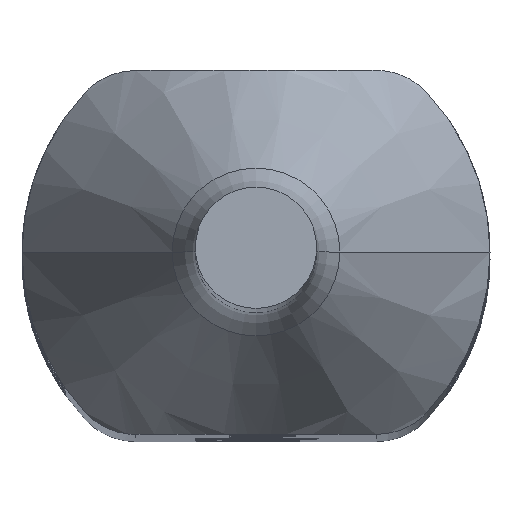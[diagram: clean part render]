
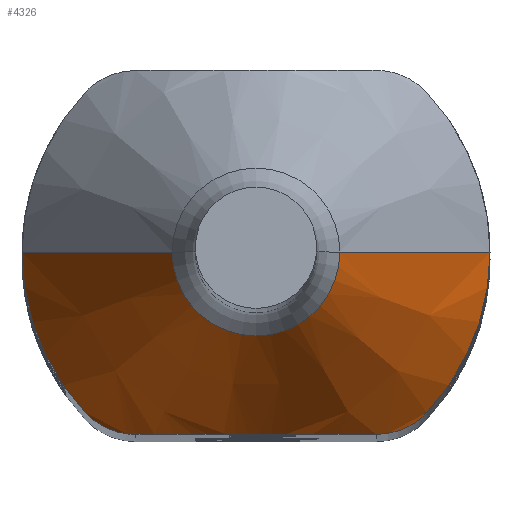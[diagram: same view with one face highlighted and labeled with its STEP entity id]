
A CAD part, top view. The second image highlights one B-rep face of the part: STEP entity #4326.
In plain terms, the highlighted conical face has half-angle 30 degrees and reference radius 1.75 mm.
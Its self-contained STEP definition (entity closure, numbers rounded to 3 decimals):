
#228 = VECTOR ( 'NONE', #810, 1000. ) ;
#685 = EDGE_CURVE ( 'NONE', #10851, #2436, #5074, .T. ) ;
#736 = EDGE_CURVE ( 'NONE', #10851, #7384, #19951, .T. ) ;
#755 = DIRECTION ( 'NONE',  ( -1., 0., 0. ) ) ;
#810 = DIRECTION ( 'NONE',  ( -0.5, 0., -0.866 ) ) ;
#1220 = CARTESIAN_POINT ( 'NONE',  ( 3.464, -5.25, 120.797 ) ) ;
#1428 = CARTESIAN_POINT ( 'NONE',  ( 0.671, -5.25, 122.54 ) ) ;
#1736 = CIRCLE ( 'NONE', #13530, 6.75 ) ;
#1934 = CARTESIAN_POINT ( 'NONE',  ( 3.577, -5.25, 120.689 ) ) ;
#2013 = CARTESIAN_POINT ( 'NONE',  ( 0., 0., 128.66 ) ) ;
#2100 = ORIENTED_EDGE ( 'NONE', *, *, #736, .T. ) ;
#2436 = VERTEX_POINT ( 'NONE', #15888 ) ;
#2515 = CARTESIAN_POINT ( 'NONE',  ( -4.815, -4.733, 120. ) ) ;
#3014 = B_SPLINE_CURVE_WITH_KNOTS ( 'NONE', 3,
 ( #1220, #11027, #17455, #20521, #3105, #9544, #5854, #12303, #15869, #1428, #18721, #4279, #7857, #12512, #9119, #20417, #18940, #13977, #14295, #12405 ),
 .UNSPECIFIED., .F., .F.,
 ( 4, 2, 2, 2, 2, 2, 2, 2, 2, 4 ),
 ( 0.03, 0.031, 0.032, 0.033, 0.033, 0.034, 0.035, 0.036, 0.037, 0.038 ),
 .UNSPECIFIED. ) ;
#3105 = CARTESIAN_POINT ( 'NONE',  ( 2.184, -5.25, 121.854 ) ) ;
#3806 = B_SPLINE_CURVE_WITH_KNOTS ( 'NONE', 3,
 ( #8257, #1934, #14802, #11642, #11961, #15123, #4037, #5417, #18290, #5712 ),
 .UNSPECIFIED., .F., .F.,
 ( 4, 2, 2, 2, 4 ),
 ( 0., 0., 0.001, 0.001, 0.002 ),
 .UNSPECIFIED. ) ;
#4037 = CARTESIAN_POINT ( 'NONE',  ( 4.447, -4.999, 120.107 ) ) ;
#4042 = EDGE_CURVE ( 'NONE', #13732, #12466, #3806, .T. ) ;
#4279 = CARTESIAN_POINT ( 'NONE',  ( -0.332, -5.25, 122.599 ) ) ;
#4326 = ADVANCED_FACE ( 'NONE', ( #5178 ), #6339, .T. ) ;
#4335 = EDGE_LOOP ( 'NONE', ( #8298, #2100, #15747, #12703, #6538, #6559, #9649, #16028 ) ) ;
#4786 = DIRECTION ( 'NONE',  ( 0., 0., 1. ) ) ;
#5074 = LINE ( 'NONE', #17945, #6129 ) ;
#5178 = FACE_OUTER_BOUND ( 'NONE', #4335, .T. ) ;
#5417 = CARTESIAN_POINT ( 'NONE',  ( 4.696, -4.833, 120.023 ) ) ;
#5682 = CARTESIAN_POINT ( 'NONE',  ( -3.464, -5.25, 120.797 ) ) ;
#5712 = CARTESIAN_POINT ( 'NONE',  ( 4.923, -4.618, 120. ) ) ;
#5854 = CARTESIAN_POINT ( 'NONE',  ( 1.608, -5.25, 122.184 ) ) ;
#6129 = VECTOR ( 'NONE', #17733, 1000. ) ;
#6339 = CONICAL_SURFACE ( 'NONE', #13697, 1.75, 0.524 ) ;
#6346 = DIRECTION ( 'NONE',  ( -1., 0., 0. ) ) ;
#6538 = ORIENTED_EDGE ( 'NONE', *, *, #15688, .T. ) ;
#6559 = ORIENTED_EDGE ( 'NONE', *, *, #18470, .F. ) ;
#6739 = CARTESIAN_POINT ( 'NONE',  ( 4.923, -4.618, 120. ) ) ;
#7244 = B_SPLINE_CURVE_WITH_KNOTS ( 'NONE', 3,
 ( #13612, #2515, #10128, #14983, #8649, #18456, #15289, #5682 ),
 .UNSPECIFIED., .F., .F.,
 ( 4, 2, 2, 4 ),
 ( 0., 0., 0.001, 0.002 ),
 .UNSPECIFIED. ) ;
#7384 = VERTEX_POINT ( 'NONE', #15876 ) ;
#7623 = AXIS2_PLACEMENT_3D ( 'NONE', #19256, #16085, #14203 ) ;
#7857 = CARTESIAN_POINT ( 'NONE',  ( -0.66, -5.25, 122.543 ) ) ;
#8257 = CARTESIAN_POINT ( 'NONE',  ( 3.464, -5.25, 120.797 ) ) ;
#8298 = ORIENTED_EDGE ( 'NONE', *, *, #685, .F. ) ;
#8369 = VERTEX_POINT ( 'NONE', #16297 ) ;
#8649 = CARTESIAN_POINT ( 'NONE',  ( -4.319, -5.063, 120.167 ) ) ;
#9119 = CARTESIAN_POINT ( 'NONE',  ( -1.602, -5.25, 122.196 ) ) ;
#9544 = CARTESIAN_POINT ( 'NONE',  ( 1.755, -5.25, 122.106 ) ) ;
#9649 = ORIENTED_EDGE ( 'NONE', *, *, #4042, .T. ) ;
#10128 = CARTESIAN_POINT ( 'NONE',  ( -4.698, -4.831, 120.022 ) ) ;
#10139 = EDGE_CURVE ( 'NONE', #7384, #8369, #10299, .T. ) ;
#10299 = LINE ( 'NONE', #13673, #228 ) ;
#10851 = VERTEX_POINT ( 'NONE', #18652 ) ;
#11008 = VERTEX_POINT ( 'NONE', #19381 ) ;
#11027 = CARTESIAN_POINT ( 'NONE',  ( 3.226, -5.25, 121.024 ) ) ;
#11642 = CARTESIAN_POINT ( 'NONE',  ( 3.935, -5.198, 120.401 ) ) ;
#11671 = CIRCLE ( 'NONE', #7623, 6.75 ) ;
#11961 = CARTESIAN_POINT ( 'NONE',  ( 4.062, -5.163, 120.314 ) ) ;
#12303 = CARTESIAN_POINT ( 'NONE',  ( 1.306, -5.25, 122.324 ) ) ;
#12405 = CARTESIAN_POINT ( 'NONE',  ( -3.464, -5.25, 120.797 ) ) ;
#12466 = VERTEX_POINT ( 'NONE', #6739 ) ;
#12512 = CARTESIAN_POINT ( 'NONE',  ( -1.301, -5.25, 122.339 ) ) ;
#12609 = CARTESIAN_POINT ( 'NONE',  ( 0., 0., 120. ) ) ;
#12703 = ORIENTED_EDGE ( 'NONE', *, *, #16323, .T. ) ;
#12713 = DIRECTION ( 'NONE',  ( 1., 0., 0. ) ) ;
#13518 = CARTESIAN_POINT ( 'NONE',  ( 0., 0., 127.5 ) ) ;
#13530 = AXIS2_PLACEMENT_3D ( 'NONE', #12609, #4786, #12713 ) ;
#13612 = CARTESIAN_POINT ( 'NONE',  ( -4.923, -4.618, 120. ) ) ;
#13673 = CARTESIAN_POINT ( 'NONE',  ( -1.75, 0., 128.66 ) ) ;
#13697 = AXIS2_PLACEMENT_3D ( 'NONE', #2013, #20800, #6346 ) ;
#13732 = VERTEX_POINT ( 'NONE', #15483 ) ;
#13821 = DIRECTION ( 'NONE',  ( 0., 0., -1. ) ) ;
#13977 = CARTESIAN_POINT ( 'NONE',  ( -2.974, -5.25, 121.248 ) ) ;
#14203 = DIRECTION ( 'NONE',  ( 1., 0., 0. ) ) ;
#14295 = CARTESIAN_POINT ( 'NONE',  ( -3.223, -5.25, 121.027 ) ) ;
#14778 = EDGE_CURVE ( 'NONE', #12466, #2436, #1736, .T. ) ;
#14802 = CARTESIAN_POINT ( 'NONE',  ( 3.694, -5.241, 120.588 ) ) ;
#14983 = CARTESIAN_POINT ( 'NONE',  ( -4.447, -4.998, 120.106 ) ) ;
#15123 = CARTESIAN_POINT ( 'NONE',  ( 4.317, -5.064, 120.168 ) ) ;
#15289 = CARTESIAN_POINT ( 'NONE',  ( -3.69, -5.25, 120.581 ) ) ;
#15483 = CARTESIAN_POINT ( 'NONE',  ( 3.464, -5.25, 120.797 ) ) ;
#15688 = EDGE_CURVE ( 'NONE', #11008, #20874, #7244, .T. ) ;
#15747 = ORIENTED_EDGE ( 'NONE', *, *, #10139, .T. ) ;
#15869 = CARTESIAN_POINT ( 'NONE',  ( 1.15, -5.25, 122.387 ) ) ;
#15876 = CARTESIAN_POINT ( 'NONE',  ( -2.42, 0., 127.5 ) ) ;
#15888 = CARTESIAN_POINT ( 'NONE',  ( 6.75, 0., 120. ) ) ;
#16028 = ORIENTED_EDGE ( 'NONE', *, *, #14778, .T. ) ;
#16085 = DIRECTION ( 'NONE',  ( 0., 0., 1. ) ) ;
#16224 = AXIS2_PLACEMENT_3D ( 'NONE', #13518, #13821, #755 ) ;
#16297 = CARTESIAN_POINT ( 'NONE',  ( -6.75, 0., 120. ) ) ;
#16323 = EDGE_CURVE ( 'NONE', #8369, #11008, #11671, .T. ) ;
#17455 = CARTESIAN_POINT ( 'NONE',  ( 2.979, -5.25, 121.244 ) ) ;
#17493 = CARTESIAN_POINT ( 'NONE',  ( -3.464, -5.25, 120.797 ) ) ;
#17733 = DIRECTION ( 'NONE',  ( 0.5, 0., -0.866 ) ) ;
#17945 = CARTESIAN_POINT ( 'NONE',  ( 1.75, 0., 128.66 ) ) ;
#18290 = CARTESIAN_POINT ( 'NONE',  ( 4.815, -4.733, 120. ) ) ;
#18456 = CARTESIAN_POINT ( 'NONE',  ( -3.935, -5.213, 120.388 ) ) ;
#18470 = EDGE_CURVE ( 'NONE', #13732, #20874, #3014, .T. ) ;
#18652 = CARTESIAN_POINT ( 'NONE',  ( 2.42, 0., 127.5 ) ) ;
#18721 = CARTESIAN_POINT ( 'NONE',  ( 0.342, -5.25, 122.598 ) ) ;
#18940 = CARTESIAN_POINT ( 'NONE',  ( -2.453, -5.25, 121.663 ) ) ;
#19256 = CARTESIAN_POINT ( 'NONE',  ( 0., 0., 120. ) ) ;
#19381 = CARTESIAN_POINT ( 'NONE',  ( -4.923, -4.618, 120. ) ) ;
#19951 = CIRCLE ( 'NONE', #16224, 2.42 ) ;
#20417 = CARTESIAN_POINT ( 'NONE',  ( -2.178, -5.25, 121.858 ) ) ;
#20521 = CARTESIAN_POINT ( 'NONE',  ( 2.458, -5.25, 121.659 ) ) ;
#20800 = DIRECTION ( 'NONE',  ( 0., 0., -1. ) ) ;
#20874 = VERTEX_POINT ( 'NONE', #17493 ) ;
